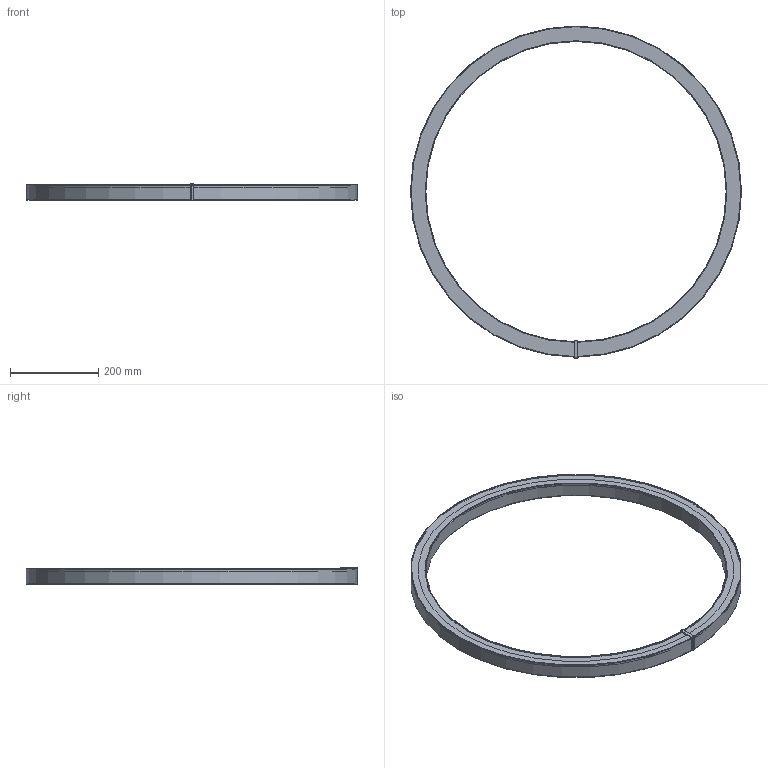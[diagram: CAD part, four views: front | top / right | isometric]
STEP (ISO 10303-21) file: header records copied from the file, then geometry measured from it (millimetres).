
FILE_DESCRIPTION(/* description */ ('This is a sample STEP configuration'),/* implementation_level */ '2;1');
FILE_NAME(/* name */ '675-10101102406d _Simple.ipt_Rev_00.stp',/* time_stamp */ '2023-04-26T13:10:58+02:00',/* author */ ('powerJobs'),/* organization */ ('coolOrange'),/* preprocessor_version */ 'ST-DEVELOPER v19.2',/* originating_system */ 'Autodesk Inventor 2023',/* authorisation */ '');
FILE_SCHEMA (('AUTOMOTIVE_DESIGN { 1 0 10303 214 3 1 1 }'));
Length unit declared in the file: millimetre
Products named in the file (1): ENG000017662
Bounding box: 750 x 751.75 x 36.8 mm (x, y, z)
Volume: 2804348 mm3; surface area: 792276.2 mm2
Topology: 4 solids, 4 shells, 277 faces, 667 edges, 398 vertices
Faces by surface type: cylinder 110, torus 81, plane 58, sphere 20, cone 8
Full cylindrical faces by diameter (mm): 680 x1, 682.4 x1, 697 x1, 704 x1, 715 x2, 726 x1, 733 x1, 747.6 x1, 750 x1
Entity records: 8484 total; most frequent: CARTESIAN_POINT 1835, DIRECTION 1510, ORIENTED_EDGE 1334, EDGE_CURVE 667, AXIS2_PLACEMENT_3D 617, VERTEX_POINT 398, CIRCLE 331, EDGE_LOOP 285
